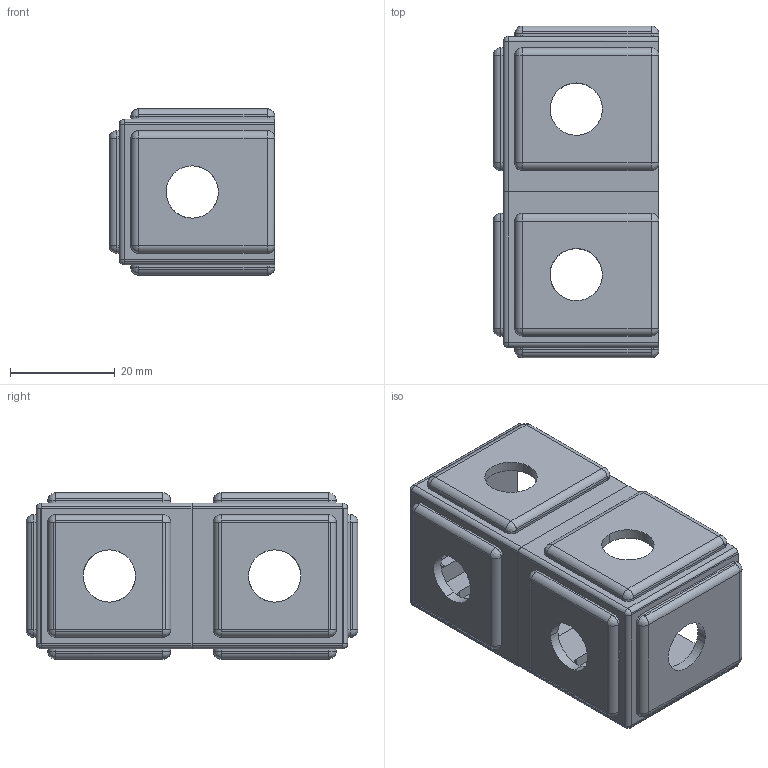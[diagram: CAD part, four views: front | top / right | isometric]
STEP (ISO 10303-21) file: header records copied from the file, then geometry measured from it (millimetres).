
FILE_DESCRIPTION((''),'2;1');
FILE_NAME('G8.stp','2020-06-09T00:25:42',(''),(''),'AutoCAD STEP 2000i','AutoCAD 2000i',', , ');
FILE_SCHEMA(('CONFIG_CONTROL_DESIGN'));
Length unit declared in the file: millimetre
Products named in the file (1): G8
Bounding box: 31.73 x 63.45 x 31.8 mm (x, y, z)
Surface area: 13827.7 mm2 (no closed solid volume)
Topology: 0 solids, 0 shells, 370 faces, 1974 edges, 1938 vertices
Faces by surface type: bspline 370
Entity records: 26603 total; most frequent: CARTESIAN_POINT 18838, QUASI_UNIFORM_CURVE 2405, PCURVE 1928, COMPOSITE_CURVE_SEGMENT 1928, B_SPLINE_CURVE_WITH_KNOTS 545, CURVE_BOUNDED_SURFACE 370, OUTER_BOUNDARY_CURVE 334, B_SPLINE_SURFACE_WITH_KNOTS 98
